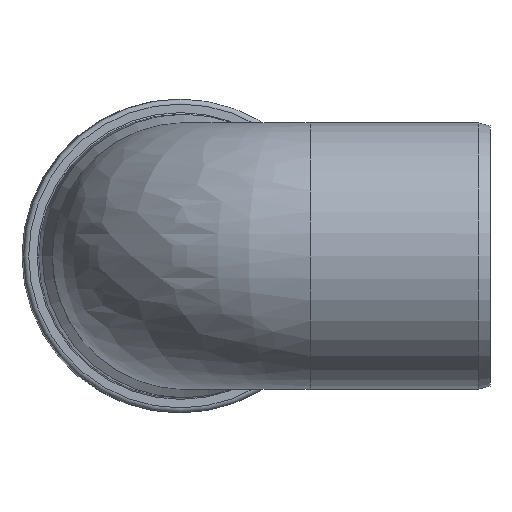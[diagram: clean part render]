
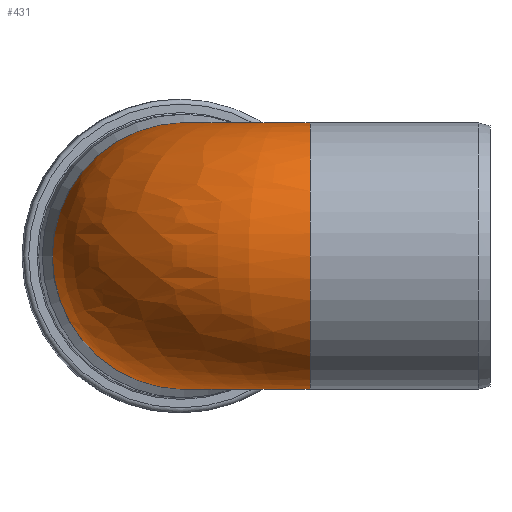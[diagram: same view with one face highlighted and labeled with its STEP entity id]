
A CAD part, left-side view. The second image highlights one B-rep face of the part: STEP entity #431.
In plain terms, the highlighted free-form (B-spline) face has degree [2, 2] with [9, 3] control points.
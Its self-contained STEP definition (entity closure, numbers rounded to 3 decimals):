
#34=(
BOUNDED_SURFACE()
B_SPLINE_SURFACE(2,2,((#826,#827,#828),(#829,#830,#831),(#832,#833,#834),
(#835,#836,#837),(#838,#839,#840),(#841,#842,#843),(#844,#845,#846),(#847,
#848,#849),(#850,#851,#852)),.UNSPECIFIED.,.F.,.F.,.F.)
B_SPLINE_SURFACE_WITH_KNOTS((3,2,2,2,3),(3,3),(-2.722,-1.361,
0.,1.361,2.722),(0.,
1.527),.UNSPECIFIED.)
GEOMETRIC_REPRESENTATION_ITEM()
RATIONAL_B_SPLINE_SURFACE(((1.,0.722,1.),(0.777,
0.562,0.777),(1.,0.722,1.),(0.777,
0.562,0.777),(1.,0.722,1.),(0.777,
0.562,0.777),(1.,0.722,1.),(0.777,
0.562,0.777),(1.,0.722,1.)))
REPRESENTATION_ITEM('')
SURFACE()
);
#49=B_SPLINE_CURVE_WITH_KNOTS('',3,(#747,#748,#749,#750,#751,#752,#753,
#754,#755,#756,#757,#758,#759,#760,#761,#762),.UNSPECIFIED.,.F.,.F.,(4,
3,3,3,3,4),(-0.001,0.061,0.121,
0.157,0.196,0.275),.UNSPECIFIED.);
#50=B_SPLINE_CURVE_WITH_KNOTS('',3,(#766,#767,#768,#769,#770,#771,#772,
#773,#774,#775,#776,#777,#778,#779,#780,#781),.UNSPECIFIED.,.F.,.F.,(4,
3,3,3,3,4),(-0.001,0.061,0.118,
0.121,0.196,0.275),.UNSPECIFIED.);
#92=FACE_OUTER_BOUND('',#133,.T.);
#133=EDGE_LOOP('',(#342,#343,#344,#345));
#207=CIRCLE('',#477,80.15);
#209=CIRCLE('',#479,80.15);
#246=VERTEX_POINT('',#745);
#247=VERTEX_POINT('',#746);
#248=VERTEX_POINT('',#763);
#249=VERTEX_POINT('',#765);
#287=EDGE_CURVE('',#246,#247,#49,.T.);
#289=EDGE_CURVE('',#249,#248,#50,.T.);
#293=EDGE_CURVE('',#249,#247,#207,.T.);
#295=EDGE_CURVE('',#248,#246,#209,.T.);
#342=ORIENTED_EDGE('',*,*,#289,.T.);
#343=ORIENTED_EDGE('',*,*,#295,.T.);
#344=ORIENTED_EDGE('',*,*,#287,.T.);
#345=ORIENTED_EDGE('',*,*,#293,.F.);
#431=ADVANCED_FACE('',(#92),#34,.F.);
#477=AXIS2_PLACEMENT_3D('',#824,#565,#566);
#479=AXIS2_PLACEMENT_3D('',#853,#569,#570);
#565=DIRECTION('center_axis',(0.999,0.044,0.));
#566=DIRECTION('ref_axis',(0.044,-0.999,0.));
#569=DIRECTION('center_axis',(0.,1.,0.));
#570=DIRECTION('ref_axis',(1.,0.,0.));
#745=CARTESIAN_POINT('',(73.125,108.251,32.813));
#746=CARTESIAN_POINT('',(74.87,110.074,32.813));
#747=CARTESIAN_POINT('Ctrl Pts',(73.125,108.251,32.813));
#748=CARTESIAN_POINT('Ctrl Pts',(73.141,108.452,32.779));
#749=CARTESIAN_POINT('Ctrl Pts',(73.188,108.649,32.751));
#750=CARTESIAN_POINT('Ctrl Pts',(73.264,108.838,32.731));
#751=CARTESIAN_POINT('Ctrl Pts',(73.338,109.022,32.711));
#752=CARTESIAN_POINT('Ctrl Pts',(73.439,109.196,32.698));
#753=CARTESIAN_POINT('Ctrl Pts',(73.564,109.351,32.693));
#754=CARTESIAN_POINT('Ctrl Pts',(73.639,109.445,32.69));
#755=CARTESIAN_POINT('Ctrl Pts',(73.722,109.531,32.69));
#756=CARTESIAN_POINT('Ctrl Pts',(73.813,109.609,32.693));
#757=CARTESIAN_POINT('Ctrl Pts',(73.912,109.694,32.697));
#758=CARTESIAN_POINT('Ctrl Pts',(74.019,109.769,32.704));
#759=CARTESIAN_POINT('Ctrl Pts',(74.134,109.833,32.714));
#760=CARTESIAN_POINT('Ctrl Pts',(74.362,109.961,32.735));
#761=CARTESIAN_POINT('Ctrl Pts',(74.613,110.043,32.769));
#762=CARTESIAN_POINT('Ctrl Pts',(74.87,110.074,32.813));
#763=CARTESIAN_POINT('',(73.125,108.251,-32.813));
#765=CARTESIAN_POINT('',(74.87,110.074,-32.813));
#766=CARTESIAN_POINT('Ctrl Pts',(74.87,110.074,-32.813));
#767=CARTESIAN_POINT('Ctrl Pts',(74.671,110.05,-32.779));
#768=CARTESIAN_POINT('Ctrl Pts',(74.475,109.995,-32.751));
#769=CARTESIAN_POINT('Ctrl Pts',(74.289,109.911,-32.73));
#770=CARTESIAN_POINT('Ctrl Pts',(74.117,109.834,-32.711));
#771=CARTESIAN_POINT('Ctrl Pts',(73.956,109.732,-32.698));
#772=CARTESIAN_POINT('Ctrl Pts',(73.813,109.609,-32.693));
#773=CARTESIAN_POINT('Ctrl Pts',(73.805,109.602,-32.693));
#774=CARTESIAN_POINT('Ctrl Pts',(73.797,109.595,-32.693));
#775=CARTESIAN_POINT('Ctrl Pts',(73.79,109.588,-32.693));
#776=CARTESIAN_POINT('Ctrl Pts',(73.602,109.422,-32.687));
#777=CARTESIAN_POINT('Ctrl Pts',(73.449,109.22,-32.695));
#778=CARTESIAN_POINT('Ctrl Pts',(73.335,108.996,-32.715));
#779=CARTESIAN_POINT('Ctrl Pts',(73.217,108.763,-32.736));
#780=CARTESIAN_POINT('Ctrl Pts',(73.145,108.51,-32.769));
#781=CARTESIAN_POINT('Ctrl Pts',(73.125,108.251,-32.813));
#824=CARTESIAN_POINT('Origin',(71.681,183.13,0.));
#826=CARTESIAN_POINT('Ctrl Pts',(73.182,108.251,32.687));
#827=CARTESIAN_POINT('Ctrl Pts',(73.182,109.944,32.687));
#828=CARTESIAN_POINT('Ctrl Pts',(74.873,110.017,32.687));
#829=CARTESIAN_POINT('Ctrl Pts',(46.729,108.251,91.912));
#830=CARTESIAN_POINT('Ctrl Pts',(46.729,135.267,91.912));
#831=CARTESIAN_POINT('Ctrl Pts',(73.719,136.445,91.912));
#832=CARTESIAN_POINT('Ctrl Pts',(-16.711,108.251,78.389));
#833=CARTESIAN_POINT('Ctrl Pts',(-16.711,195.997,78.389));
#834=CARTESIAN_POINT('Ctrl Pts',(70.952,199.824,78.389));
#835=CARTESIAN_POINT('Ctrl Pts',(-80.15,108.251,64.865));
#836=CARTESIAN_POINT('Ctrl Pts',(-80.15,256.727,64.865));
#837=CARTESIAN_POINT('Ctrl Pts',(68.185,263.203,64.865));
#838=CARTESIAN_POINT('Ctrl Pts',(-80.15,108.251,0.));
#839=CARTESIAN_POINT('Ctrl Pts',(-80.15,256.727,0.));
#840=CARTESIAN_POINT('Ctrl Pts',(68.185,263.203,0.));
#841=CARTESIAN_POINT('Ctrl Pts',(-80.15,108.251,-64.865));
#842=CARTESIAN_POINT('Ctrl Pts',(-80.15,256.727,-64.865));
#843=CARTESIAN_POINT('Ctrl Pts',(68.185,263.203,-64.865));
#844=CARTESIAN_POINT('Ctrl Pts',(-16.711,108.251,-78.389));
#845=CARTESIAN_POINT('Ctrl Pts',(-16.711,195.997,-78.389));
#846=CARTESIAN_POINT('Ctrl Pts',(70.952,199.824,-78.389));
#847=CARTESIAN_POINT('Ctrl Pts',(46.729,108.251,-91.912));
#848=CARTESIAN_POINT('Ctrl Pts',(46.729,135.267,-91.912));
#849=CARTESIAN_POINT('Ctrl Pts',(73.719,136.445,-91.912));
#850=CARTESIAN_POINT('Ctrl Pts',(73.182,108.251,-32.687));
#851=CARTESIAN_POINT('Ctrl Pts',(73.182,109.944,-32.687));
#852=CARTESIAN_POINT('Ctrl Pts',(74.873,110.017,-32.687));
#853=CARTESIAN_POINT('Origin',(0.,108.251,0.));
